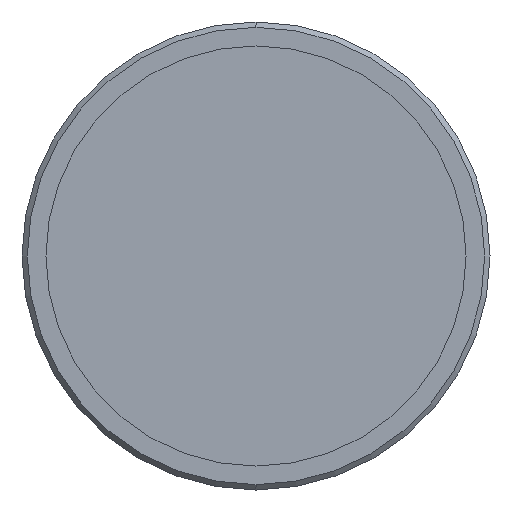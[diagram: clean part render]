
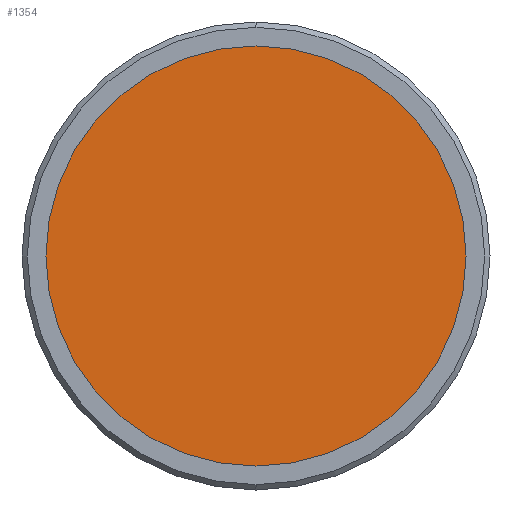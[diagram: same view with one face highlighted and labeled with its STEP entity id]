
A CAD part, left-side view. The second image highlights one B-rep face of the part: STEP entity #1354.
In plain terms, the highlighted planar face has unit normal (-1, 0, 0).
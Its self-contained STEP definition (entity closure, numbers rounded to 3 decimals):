
#39 = ORIENTED_EDGE ( 'NONE', *, *, #712, .F. ) ;
#84 = AXIS2_PLACEMENT_3D ( 'NONE', #496, #1431, #643 ) ;
#264 = FACE_OUTER_BOUND ( 'NONE', #1442, .T. ) ;
#409 = CIRCLE ( 'NONE', #1304, 19.75 ) ;
#484 = DIRECTION ( 'NONE',  ( 1., 0., 0. ) ) ;
#496 = CARTESIAN_POINT ( 'NONE',  ( 2.66, -19.987, 19.987 ) ) ;
#583 = AXIS2_PLACEMENT_3D ( 'NONE', #927, #1061, #1200 ) ;
#643 = DIRECTION ( 'NONE',  ( 0., 0., -1. ) ) ;
#712 = EDGE_CURVE ( 'NONE', #1092, #1316, #409, .T. ) ;
#755 = DIRECTION ( 'NONE',  ( 0., 0., 1. ) ) ;
#792 = CARTESIAN_POINT ( 'NONE',  ( 2.66, 0., 19.75 ) ) ;
#927 = CARTESIAN_POINT ( 'NONE',  ( 2.66, 0., 0. ) ) ;
#931 = PLANE ( 'NONE',  #84 ) ;
#970 = CIRCLE ( 'NONE', #583, 19.75 ) ;
#1061 = DIRECTION ( 'NONE',  ( 1., 0., 0. ) ) ;
#1071 = CARTESIAN_POINT ( 'NONE',  ( 2.66, 0., -19.75 ) ) ;
#1092 = VERTEX_POINT ( 'NONE', #1071 ) ;
#1165 = CARTESIAN_POINT ( 'NONE',  ( 2.66, 0., 0. ) ) ;
#1200 = DIRECTION ( 'NONE',  ( 0., 0., 1. ) ) ;
#1295 = ORIENTED_EDGE ( 'NONE', *, *, #1561, .F. ) ;
#1304 = AXIS2_PLACEMENT_3D ( 'NONE', #1165, #484, #755 ) ;
#1316 = VERTEX_POINT ( 'NONE', #792 ) ;
#1354 = ADVANCED_FACE ( 'NONE', ( #264 ), #931, .F. ) ;
#1431 = DIRECTION ( 'NONE',  ( 1., 0., 0. ) ) ;
#1442 = EDGE_LOOP ( 'NONE', ( #1295, #39 ) ) ;
#1561 = EDGE_CURVE ( 'NONE', #1316, #1092, #970, .T. ) ;
